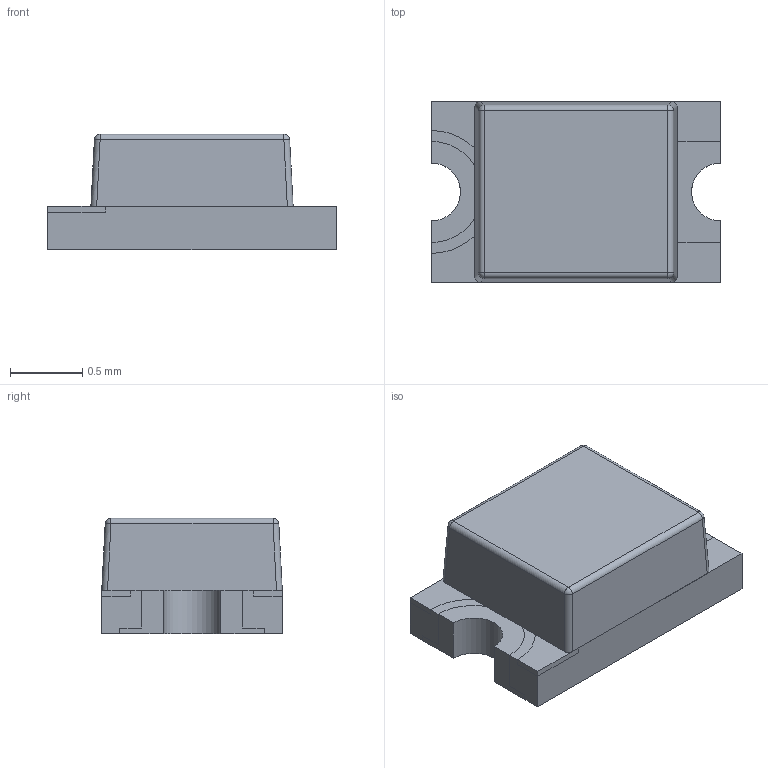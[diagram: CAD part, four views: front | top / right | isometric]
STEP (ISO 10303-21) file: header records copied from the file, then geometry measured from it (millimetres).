
FILE_DESCRIPTION(/* description */ ('Unknown'),/* implementation_level */ '2;1');
FILE_NAME(/* name */ '150080AS75000.stp',/* time_stamp */ '2020-07-22T21:32:59+02:00',/* author */ ('khaled'),/* organization */ ('Unknown'),/* preprocessor_version */ 'ST-DEVELOPER v18',/* originating_system */ 'Autodesk Inventor 2020',/* authorisation */ ' ');
FILE_SCHEMA (('AUTOMOTIVE_DESIGN { 1 0 10303 214 3 1 1 }'));
Products named in the file (7): 150080AS75000_Download_STP_WL-SMCW-0805_rev1; base; cover; housing; marking; base_2; Mark2
Assembly tree (7 placements, depth 2):
  150080AS75000_Download_STP_WL-SMCW-0805_rev1
    base
    cover
    housing
    marking  x2
    base_2
    Mark2
Bounding box: 2 x 1.25 x 0.8 mm (x, y, z)
Volume: 1.5 mm3; surface area: 15.8 mm2
Topology: 7 solids, 7 shells, 87 faces, 204 edges, 132 vertices
Faces by surface type: plane 67, cylinder 16, sphere 4
Entity records: 2696 total; most frequent: DIRECTION 412, CARTESIAN_POINT 411, ORIENTED_EDGE 384, EDGE_CURVE 192, LINE 162, VECTOR 162, AXIS2_PLACEMENT_3D 125, VERTEX_POINT 124
